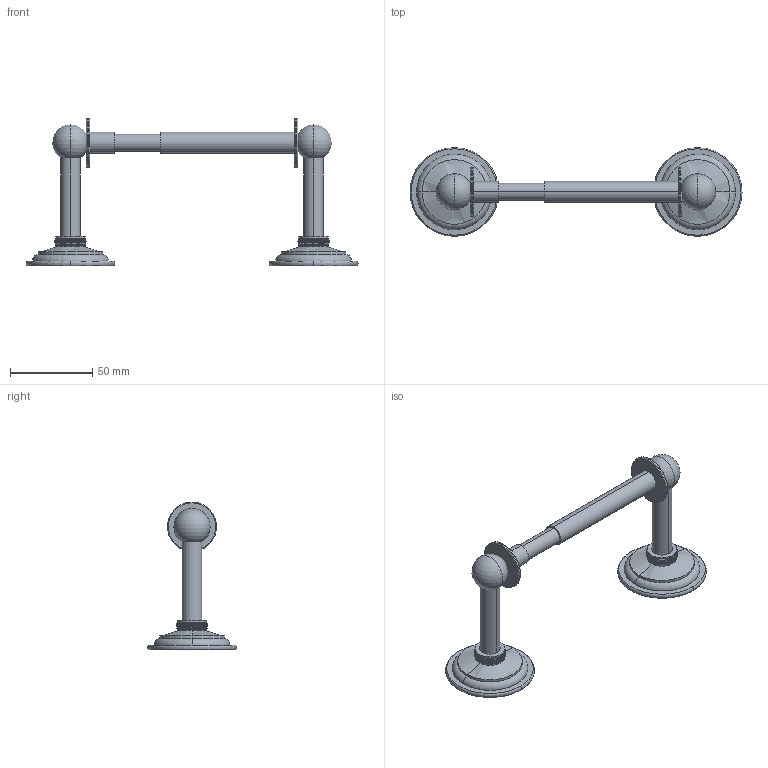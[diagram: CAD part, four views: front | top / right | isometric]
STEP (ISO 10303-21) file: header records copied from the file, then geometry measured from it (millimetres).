
FILE_DESCRIPTION((''),'2;1');
FILE_NAME('1600-1500_ASM','2019-11-11T09:45:45',('rsmith'),(''),'CREO PARAMETRIC BY PTC INC, 2018400','CREO PARAMETRIC BY PTC INC, 2018400','');
FILE_SCHEMA(('CONFIG_CONTROL_DESIGN'));
Length unit declared in the file: inch
Products named in the file (11): 40805; 26XX; 40806; 92308; 40701; 92905; 40702; 92299; 40803; 7-752_ASM; 1600-1500_ASM
Assembly tree (14 placements, depth 3):
  1600-1500_ASM
    40805  x2
    26XX  x2
    40806  x2
    92308
    7-752_ASM
      40701
      92905
      40702
      92299
      40803  x2
Bounding box: 202.01 x 54 x 89.99 mm (x, y, z)
Volume: 57581.2 mm3; surface area: 63152.5 mm2
Topology: 13 solids, 25 shells, 1332 faces, 3191 edges, 1924 vertices
Faces by surface type: plane 643, cylinder 283, bspline 265, cone 91, torus 44, sphere 6
Entity records: 51364 total; most frequent: CARTESIAN_POINT 34164, ORIENTED_EDGE 3652, DIRECTION 3116, EDGE_CURVE 1901, VERTEX_POINT 1162, AXIS2_PLACEMENT_3D 1126, VECTOR 864, LINE 864
